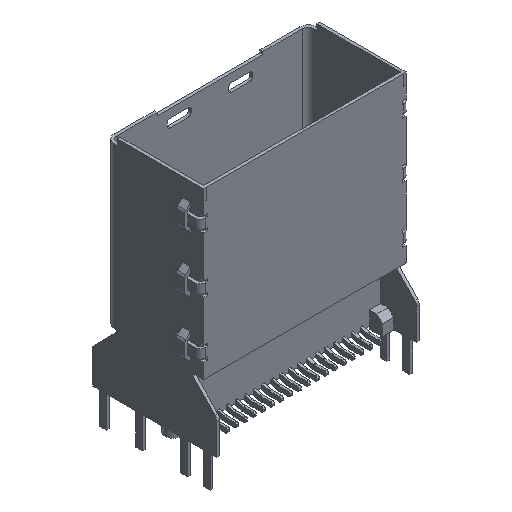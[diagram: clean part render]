
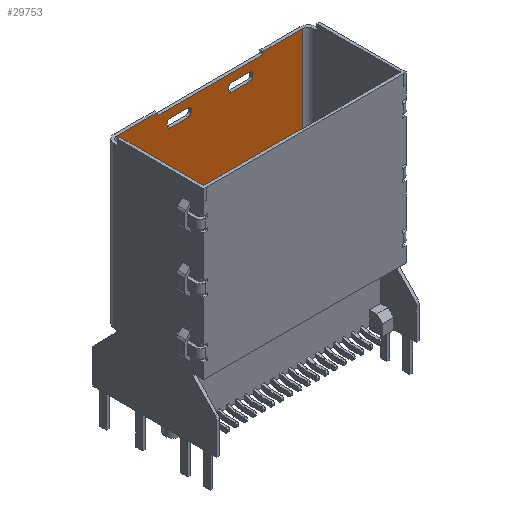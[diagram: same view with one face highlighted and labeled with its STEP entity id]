
A CAD part, isometric view. The second image highlights one B-rep face of the part: STEP entity #29753.
In plain terms, the highlighted planar face has unit normal (0, -1, 0).
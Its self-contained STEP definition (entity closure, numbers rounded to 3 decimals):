
#23583=DIRECTION('',(0.,0.,-1.));
#23584=VECTOR('',#23583,0.74);
#23585=CARTESIAN_POINT('',(-4.8,4.696,1.99));
#23586=LINE('',#23585,#23584);
#23641=DIRECTION('',(0.,0.,1.));
#23642=VECTOR('',#23641,14.25);
#23643=CARTESIAN_POINT('',(8.275,4.696,-3.5));
#23644=LINE('',#23643,#23642);
#23645=DIRECTION('',(-1.,0.,0.));
#23646=VECTOR('',#23645,3.125);
#23647=CARTESIAN_POINT('',(8.275,4.696,-3.5));
#23648=LINE('',#23647,#23646);
#23649=DIRECTION('',(0.,0.,1.));
#23650=VECTOR('',#23649,5.49);
#23651=CARTESIAN_POINT('',(5.15,4.696,-3.5));
#23652=LINE('',#23651,#23650);
#23653=DIRECTION('',(-1.,0.,0.));
#23654=VECTOR('',#23653,0.35);
#23655=CARTESIAN_POINT('',(5.15,4.696,1.99));
#23656=LINE('',#23655,#23654);
#23657=DIRECTION('',(-1.,0.,0.));
#23658=VECTOR('',#23657,0.35);
#23659=CARTESIAN_POINT('',(-4.8,4.696,1.99));
#23660=LINE('',#23659,#23658);
#23661=DIRECTION('',(0.,0.,-1.));
#23662=VECTOR('',#23661,5.49);
#23663=CARTESIAN_POINT('',(-5.15,4.696,1.99));
#23664=LINE('',#23663,#23662);
#23665=DIRECTION('',(-1.,0.,0.));
#23666=VECTOR('',#23665,3.125);
#23667=CARTESIAN_POINT('',(-5.15,4.696,-3.5));
#23668=LINE('',#23667,#23666);
#23669=DIRECTION('',(0.,0.,-1.));
#23670=VECTOR('',#23669,14.25);
#23671=CARTESIAN_POINT('',(-8.275,4.696,10.75));
#23672=LINE('',#23671,#23670);
#23673=DIRECTION('',(1.,0.,0.));
#23674=VECTOR('',#23673,3.56);
#23675=CARTESIAN_POINT('',(-8.275,4.696,10.75));
#23676=LINE('',#23675,#23674);
#23677=DIRECTION('',(0.,0.,-1.));
#23678=VECTOR('',#23677,0.25);
#23679=CARTESIAN_POINT('',(-4.715,4.696,10.75));
#23680=LINE('',#23679,#23678);
#23681=DIRECTION('',(1.,0.,0.));
#23682=VECTOR('',#23681,9.43);
#23683=CARTESIAN_POINT('',(-4.715,4.696,10.5));
#23684=LINE('',#23683,#23682);
#23685=DIRECTION('',(0.,0.,1.));
#23686=VECTOR('',#23685,0.25);
#23687=CARTESIAN_POINT('',(4.715,4.696,10.5));
#23688=LINE('',#23687,#23686);
#23689=DIRECTION('',(1.,0.,0.));
#23690=VECTOR('',#23689,3.56);
#23691=CARTESIAN_POINT('',(4.715,4.696,10.75));
#23692=LINE('',#23691,#23690);
#23693=CARTESIAN_POINT('',(3.555,4.696,9.5));
#23694=DIRECTION('',(0.,1.,0.));
#23695=DIRECTION('',(0.,0.,1.));
#23696=AXIS2_PLACEMENT_3D('',#23693,#23694,#23695);
#23698=DIRECTION('',(1.,0.,0.));
#23699=VECTOR('',#23698,1.63);
#23700=CARTESIAN_POINT('',(1.925,4.696,9.75));
#23701=LINE('',#23700,#23699);
#23702=CARTESIAN_POINT('',(1.925,4.696,9.5));
#23703=DIRECTION('',(0.,1.,0.));
#23704=DIRECTION('',(-1.,0.,0.));
#23705=AXIS2_PLACEMENT_3D('',#23702,#23703,#23704);
#23707=DIRECTION('',(0.,0.,1.));
#23708=VECTOR('',#23707,0.25);
#23709=CARTESIAN_POINT('',(1.675,4.696,9.25));
#23710=LINE('',#23709,#23708);
#23711=CARTESIAN_POINT('',(1.925,4.696,9.25));
#23712=DIRECTION('',(0.,1.,0.));
#23713=DIRECTION('',(0.,0.,-1.));
#23714=AXIS2_PLACEMENT_3D('',#23711,#23712,#23713);
#23716=DIRECTION('',(-1.,0.,0.));
#23717=VECTOR('',#23716,1.63);
#23718=CARTESIAN_POINT('',(3.555,4.696,9.));
#23719=LINE('',#23718,#23717);
#23720=CARTESIAN_POINT('',(3.555,4.696,9.25));
#23721=DIRECTION('',(0.,1.,0.));
#23722=DIRECTION('',(1.,0.,0.));
#23723=AXIS2_PLACEMENT_3D('',#23720,#23721,#23722);
#23725=DIRECTION('',(0.,0.,-1.));
#23726=VECTOR('',#23725,0.25);
#23727=CARTESIAN_POINT('',(3.805,4.696,9.5));
#23728=LINE('',#23727,#23726);
#23729=DIRECTION('',(1.,0.,0.));
#23730=VECTOR('',#23729,1.63);
#23731=CARTESIAN_POINT('',(-3.555,4.696,9.75));
#23732=LINE('',#23731,#23730);
#23733=CARTESIAN_POINT('',(-3.555,4.696,9.5));
#23734=DIRECTION('',(0.,1.,0.));
#23735=DIRECTION('',(-1.,0.,0.));
#23736=AXIS2_PLACEMENT_3D('',#23733,#23734,#23735);
#23738=DIRECTION('',(0.,0.,1.));
#23739=VECTOR('',#23738,0.25);
#23740=CARTESIAN_POINT('',(-3.805,4.696,9.25));
#23741=LINE('',#23740,#23739);
#23742=CARTESIAN_POINT('',(-3.555,4.696,9.25));
#23743=DIRECTION('',(0.,1.,0.));
#23744=DIRECTION('',(0.,0.,-1.));
#23745=AXIS2_PLACEMENT_3D('',#23742,#23743,#23744);
#23747=DIRECTION('',(-1.,0.,0.));
#23748=VECTOR('',#23747,1.63);
#23749=CARTESIAN_POINT('',(-1.925,4.696,9.));
#23750=LINE('',#23749,#23748);
#23751=CARTESIAN_POINT('',(-1.925,4.696,9.25));
#23752=DIRECTION('',(0.,1.,0.));
#23753=DIRECTION('',(1.,0.,0.));
#23754=AXIS2_PLACEMENT_3D('',#23751,#23752,#23753);
#23756=DIRECTION('',(0.,0.,-1.));
#23757=VECTOR('',#23756,0.25);
#23758=CARTESIAN_POINT('',(-1.675,4.696,9.5));
#23759=LINE('',#23758,#23757);
#23760=CARTESIAN_POINT('',(-1.925,4.696,9.5));
#23761=DIRECTION('',(0.,1.,0.));
#23762=DIRECTION('',(0.,0.,1.));
#23763=AXIS2_PLACEMENT_3D('',#23760,#23761,#23762);
#23829=DIRECTION('',(0.,0.,-1.));
#23830=VECTOR('',#23829,0.74);
#23831=CARTESIAN_POINT('',(4.8,4.696,1.99));
#23832=LINE('',#23831,#23830);
#23873=DIRECTION('',(1.,0.,0.));
#23874=VECTOR('',#23873,9.6);
#23875=CARTESIAN_POINT('',(-4.8,4.696,1.25));
#23876=LINE('',#23875,#23874);
#24688=CARTESIAN_POINT('',(5.15,4.696,-3.5));
#24689=CARTESIAN_POINT('',(5.15,4.696,1.99));
#24690=VERTEX_POINT('',#24688);
#24691=VERTEX_POINT('',#24689);
#24692=CARTESIAN_POINT('',(-5.15,4.696,1.99));
#24693=CARTESIAN_POINT('',(-5.15,4.696,-3.5));
#24694=VERTEX_POINT('',#24692);
#24695=VERTEX_POINT('',#24693);
#24696=CARTESIAN_POINT('',(-4.715,4.696,10.75));
#24697=CARTESIAN_POINT('',(-4.715,4.696,10.5));
#24698=VERTEX_POINT('',#24696);
#24699=VERTEX_POINT('',#24697);
#24700=CARTESIAN_POINT('',(4.715,4.696,10.5));
#24701=VERTEX_POINT('',#24700);
#24702=CARTESIAN_POINT('',(4.715,4.696,10.75));
#24703=VERTEX_POINT('',#24702);
#24704=CARTESIAN_POINT('',(-4.8,4.696,1.25));
#24706=VERTEX_POINT('',#24704);
#24728=CARTESIAN_POINT('',(4.8,4.696,1.25));
#24730=VERTEX_POINT('',#24728);
#24752=CARTESIAN_POINT('',(-4.8,4.696,1.99));
#24754=VERTEX_POINT('',#24752);
#24756=CARTESIAN_POINT('',(4.8,4.696,1.99));
#24758=VERTEX_POINT('',#24756);
#25256=CARTESIAN_POINT('',(8.275,4.696,-3.5));
#25257=CARTESIAN_POINT('',(8.275,4.696,10.75));
#25258=VERTEX_POINT('',#25256);
#25259=VERTEX_POINT('',#25257);
#25264=CARTESIAN_POINT('',(-8.275,4.696,10.75));
#25265=CARTESIAN_POINT('',(-8.275,4.696,-3.5));
#25266=VERTEX_POINT('',#25264);
#25267=VERTEX_POINT('',#25265);
#25700=CARTESIAN_POINT('',(3.555,4.696,9.75));
#25701=CARTESIAN_POINT('',(3.805,4.696,9.5));
#25702=VERTEX_POINT('',#25700);
#25703=VERTEX_POINT('',#25701);
#25704=CARTESIAN_POINT('',(3.805,4.696,9.25));
#25705=VERTEX_POINT('',#25704);
#25706=CARTESIAN_POINT('',(3.555,4.696,9.));
#25707=VERTEX_POINT('',#25706);
#25708=CARTESIAN_POINT('',(1.925,4.696,9.));
#25709=VERTEX_POINT('',#25708);
#25710=CARTESIAN_POINT('',(1.675,4.696,9.25));
#25711=VERTEX_POINT('',#25710);
#25712=CARTESIAN_POINT('',(1.675,4.696,9.5));
#25713=VERTEX_POINT('',#25712);
#25714=CARTESIAN_POINT('',(1.925,4.696,9.75));
#25715=VERTEX_POINT('',#25714);
#25716=CARTESIAN_POINT('',(-3.555,4.696,9.75));
#25717=CARTESIAN_POINT('',(-1.925,4.696,9.75));
#25718=VERTEX_POINT('',#25716);
#25719=VERTEX_POINT('',#25717);
#25720=CARTESIAN_POINT('',(-1.675,4.696,9.5));
#25721=VERTEX_POINT('',#25720);
#25722=CARTESIAN_POINT('',(-1.675,4.696,9.25));
#25723=VERTEX_POINT('',#25722);
#25724=CARTESIAN_POINT('',(-1.925,4.696,9.));
#25725=VERTEX_POINT('',#25724);
#25726=CARTESIAN_POINT('',(-3.555,4.696,9.));
#25727=VERTEX_POINT('',#25726);
#25728=CARTESIAN_POINT('',(-3.805,4.696,9.25));
#25729=VERTEX_POINT('',#25728);
#25730=CARTESIAN_POINT('',(-3.805,4.696,9.5));
#25731=VERTEX_POINT('',#25730);
#29685=CARTESIAN_POINT('',(8.775,4.696,0.));
#29686=DIRECTION('',(0.,1.,0.));
#29687=DIRECTION('',(1.,0.,0.));
#29688=AXIS2_PLACEMENT_3D('',#29685,#29686,#29687);
#29689=PLANE('',#29688);
#29691=ORIENTED_EDGE('',*,*,#29690,.F.);
#29692=ORIENTED_EDGE('',*,*,#29598,.T.);
#29693=ORIENTED_EDGE('',*,*,#29616,.T.);
#29694=ORIENTED_EDGE('',*,*,#29644,.T.);
#29696=ORIENTED_EDGE('',*,*,#29695,.T.);
#29698=ORIENTED_EDGE('',*,*,#29697,.F.);
#29699=ORIENTED_EDGE('',*,*,#29657,.F.);
#29700=ORIENTED_EDGE('',*,*,#29632,.T.);
#29702=ORIENTED_EDGE('',*,*,#29701,.T.);
#29703=ORIENTED_EDGE('',*,*,#28947,.T.);
#29705=ORIENTED_EDGE('',*,*,#29704,.F.);
#29707=ORIENTED_EDGE('',*,*,#29706,.T.);
#29709=ORIENTED_EDGE('',*,*,#29708,.T.);
#29711=ORIENTED_EDGE('',*,*,#29710,.T.);
#29713=ORIENTED_EDGE('',*,*,#29712,.T.);
#29714=ORIENTED_EDGE('',*,*,#29071,.T.);
#29715=EDGE_LOOP('',(#29691,#29692,#29693,#29694,#29696,#29698,#29699,#29700,
#29702,#29703,#29705,#29707,#29709,#29711,#29713,#29714));
#29716=FACE_OUTER_BOUND('',#29715,.F.);
#29718=ORIENTED_EDGE('',*,*,#29717,.F.);
#29720=ORIENTED_EDGE('',*,*,#29719,.F.);
#29722=ORIENTED_EDGE('',*,*,#29721,.F.);
#29724=ORIENTED_EDGE('',*,*,#29723,.F.);
#29726=ORIENTED_EDGE('',*,*,#29725,.F.);
#29728=ORIENTED_EDGE('',*,*,#29727,.F.);
#29730=ORIENTED_EDGE('',*,*,#29729,.F.);
#29732=ORIENTED_EDGE('',*,*,#29731,.F.);
#29733=EDGE_LOOP('',(#29718,#29720,#29722,#29724,#29726,#29728,#29730,#29732));
#29734=FACE_BOUND('',#29733,.F.);
#29736=ORIENTED_EDGE('',*,*,#29735,.F.);
#29738=ORIENTED_EDGE('',*,*,#29737,.F.);
#29740=ORIENTED_EDGE('',*,*,#29739,.F.);
#29742=ORIENTED_EDGE('',*,*,#29741,.F.);
#29744=ORIENTED_EDGE('',*,*,#29743,.F.);
#29746=ORIENTED_EDGE('',*,*,#29745,.F.);
#29748=ORIENTED_EDGE('',*,*,#29747,.F.);
#29750=ORIENTED_EDGE('',*,*,#29749,.F.);
#29751=EDGE_LOOP('',(#29736,#29738,#29740,#29742,#29744,#29746,#29748,#29750));
#29752=FACE_BOUND('',#29751,.F.);
#29753=ADVANCED_FACE('',(#29716,#29734,#29752),#29689,.F.);
#23697=CIRCLE('',#23696,0.25);
#23706=CIRCLE('',#23705,0.25);
#23715=CIRCLE('',#23714,0.25);
#23724=CIRCLE('',#23723,0.25);
#23737=CIRCLE('',#23736,0.25);
#23746=CIRCLE('',#23745,0.25);
#23755=CIRCLE('',#23754,0.25);
#23764=CIRCLE('',#23763,0.25);
#28947=EDGE_CURVE('',#24695,#25267,#23668,.T.);
#29071=EDGE_CURVE('',#24703,#25259,#23692,.T.);
#29598=EDGE_CURVE('',#25258,#24690,#23648,.T.);
#29616=EDGE_CURVE('',#24690,#24691,#23652,.T.);
#29632=EDGE_CURVE('',#24754,#24694,#23660,.T.);
#29644=EDGE_CURVE('',#24691,#24758,#23656,.T.);
#29657=EDGE_CURVE('',#24754,#24706,#23586,.T.);
#29690=EDGE_CURVE('',#25258,#25259,#23644,.T.);
#29695=EDGE_CURVE('',#24758,#24730,#23832,.T.);
#29697=EDGE_CURVE('',#24706,#24730,#23876,.T.);
#29701=EDGE_CURVE('',#24694,#24695,#23664,.T.);
#29704=EDGE_CURVE('',#25266,#25267,#23672,.T.);
#29706=EDGE_CURVE('',#25266,#24698,#23676,.T.);
#29708=EDGE_CURVE('',#24698,#24699,#23680,.T.);
#29710=EDGE_CURVE('',#24699,#24701,#23684,.T.);
#29712=EDGE_CURVE('',#24701,#24703,#23688,.T.);
#29717=EDGE_CURVE('',#25702,#25703,#23697,.T.);
#29719=EDGE_CURVE('',#25715,#25702,#23701,.T.);
#29721=EDGE_CURVE('',#25713,#25715,#23706,.T.);
#29723=EDGE_CURVE('',#25711,#25713,#23710,.T.);
#29725=EDGE_CURVE('',#25709,#25711,#23715,.T.);
#29727=EDGE_CURVE('',#25707,#25709,#23719,.T.);
#29729=EDGE_CURVE('',#25705,#25707,#23724,.T.);
#29731=EDGE_CURVE('',#25703,#25705,#23728,.T.);
#29735=EDGE_CURVE('',#25718,#25719,#23732,.T.);
#29737=EDGE_CURVE('',#25731,#25718,#23737,.T.);
#29739=EDGE_CURVE('',#25729,#25731,#23741,.T.);
#29741=EDGE_CURVE('',#25727,#25729,#23746,.T.);
#29743=EDGE_CURVE('',#25725,#25727,#23750,.T.);
#29745=EDGE_CURVE('',#25723,#25725,#23755,.T.);
#29747=EDGE_CURVE('',#25721,#25723,#23759,.T.);
#29749=EDGE_CURVE('',#25719,#25721,#23764,.T.);
